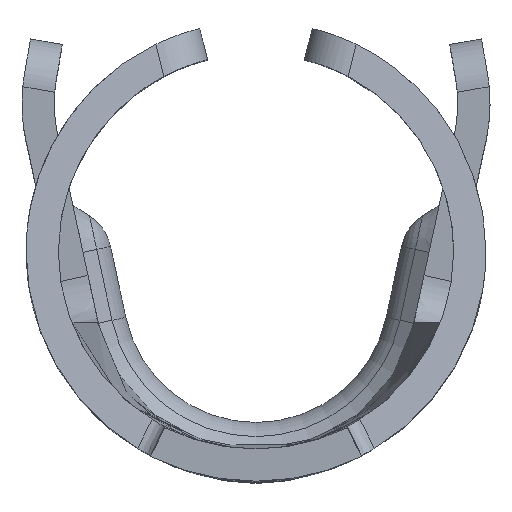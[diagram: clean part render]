
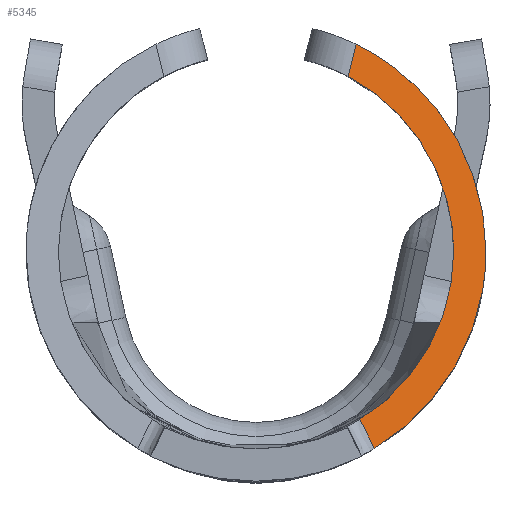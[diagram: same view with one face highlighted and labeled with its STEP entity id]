
A CAD part, top view. The second image highlights one B-rep face of the part: STEP entity #5345.
In plain terms, the highlighted planar face has unit normal (0, 0.174, 0.985).
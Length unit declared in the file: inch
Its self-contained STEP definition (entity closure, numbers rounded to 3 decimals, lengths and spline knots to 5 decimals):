
#46 = CARTESIAN_POINT ( 'NONE',  ( 0.11263, 0.10382, -0.04343 ) ) ;
#149 = EDGE_CURVE ( 'NONE', #2660, #2104, #9743, .T. ) ;
#385 = DIRECTION ( 'NONE',  ( -0.241, -0.956, 0.169 ) ) ;
#416 = CARTESIAN_POINT ( 'NONE',  ( 0.06683, -0.109, -0.00591 ) ) ;
#527 = EDGE_CURVE ( 'NONE', #4844, #9121, #709, .T. ) ;
#709 =( BOUNDED_CURVE ( )  B_SPLINE_CURVE ( 3, ( #3063, #6155, #9255, #2297 ),
 .UNSPECIFIED., .F., .T. ) 
 B_SPLINE_CURVE_WITH_KNOTS ( ( 4, 4 ),
 ( 0.5409, 1.5708 ),
 .UNSPECIFIED. ) 
 CURVE ( )  GEOMETRIC_REPRESENTATION_ITEM ( )  RATIONAL_B_SPLINE_CURVE ( ( 1., 0.914, 0.914, 1. ) ) 
 REPRESENTATION_ITEM ( '' )  );
#969 = AXIS2_PLACEMENT_3D ( 'NONE', #1051, #4156, #7270 ) ;
#1051 = CARTESIAN_POINT ( 'NONE',  ( -0.145, 0.13816, -0.04949 ) ) ;
#1169 = CARTESIAN_POINT ( 'NONE',  ( 0.1225, 0., -0.02513 ) ) ;
#1186 = CARTESIAN_POINT ( 'NONE',  ( 0.0644, -0.10421, -0.00675 ) ) ;
#1568 = CARTESIAN_POINT ( 'NONE',  ( 0.0644, -0.10421, -0.00675 ) ) ;
#1655 = CARTESIAN_POINT ( 'NONE',  ( 0.1225, 0., -0.02513 ) ) ;
#1775 = ORIENTED_EDGE ( 'NONE', *, *, #4038, .T. ) ;
#2000 = CARTESIAN_POINT ( 'NONE',  ( 0.07244, -0.12024, -0.00393 ) ) ;
#2087 =( BOUNDED_CURVE ( )  B_SPLINE_CURVE ( 3, ( #3914, #7023, #46, #3163 ),
 .UNSPECIFIED., .F., .F. ) 
 B_SPLINE_CURVE_WITH_KNOTS ( ( 4, 4 ),
 ( 1.5708, 2.69121 ),
 .UNSPECIFIED. ) 
 CURVE ( )  GEOMETRIC_REPRESENTATION_ITEM ( )  RATIONAL_B_SPLINE_CURVE ( ( 1., 0.898, 0.898, 1. ) ) 
 REPRESENTATION_ITEM ( '' )  );
#2104 = VERTEX_POINT ( 'NONE', #7747 ) ;
#2297 = CARTESIAN_POINT ( 'NONE',  ( 0.1425, 0., -0.02513 ) ) ;
#2334 = CARTESIAN_POINT ( 'NONE',  ( 0.1225, 0., -0.02513 ) ) ;
#2423 = CARTESIAN_POINT ( 'NONE',  ( 0.05701, 0.10842, -0.04424 ) ) ;
#2479 = ORIENTED_EDGE ( 'NONE', *, *, #527, .T. ) ;
#2551 = ORIENTED_EDGE ( 'NONE', *, *, #149, .T. ) ;
#2660 = VERTEX_POINT ( 'NONE', #1169 ) ;
#2766 = CARTESIAN_POINT ( 'NONE',  ( 0.07034, -0.11597, -0.00468 ) ) ;
#3037 = B_SPLINE_CURVE_WITH_KNOTS ( 'NONE', 3,
 ( #1186, #4289, #7402, #416, #3532, #6628, #9726, #2766, #5864, #8959, #2000, #5104, #8214 ),
 .UNSPECIFIED., .F., .F.,
 ( 4, 3, 3, 3, 4 ),
 ( 0., 0.00014, 0.00029, 0.00043, 0.00052 ),
 .UNSPECIFIED. ) ;
#3063 = CARTESIAN_POINT ( 'NONE',  ( 0.07337, -0.12216, -0.00359 ) ) ;
#3163 = CARTESIAN_POINT ( 'NONE',  ( 0.06203, 0.12829, -0.04775 ) ) ;
#3228 = EDGE_CURVE ( 'NONE', #2104, #4844, #3037, .T. ) ;
#3304 = CARTESIAN_POINT ( 'NONE',  ( 0.05701, 0.10842, -0.04424 ) ) ;
#3532 = CARTESIAN_POINT ( 'NONE',  ( 0.06773, -0.11077, -0.00559 ) ) ;
#3914 = CARTESIAN_POINT ( 'NONE',  ( 0.1425, 0., -0.02513 ) ) ;
#4038 = EDGE_CURVE ( 'NONE', #5888, #2660, #4881, .T. ) ;
#4156 = DIRECTION ( 'NONE',  ( 0., -0.174, -0.985 ) ) ;
#4254 = LINE ( 'NONE', #7373, #6165 ) ;
#4289 = CARTESIAN_POINT ( 'NONE',  ( 0.06521, -0.1058, -0.00647 ) ) ;
#4844 = VERTEX_POINT ( 'NONE', #8896 ) ;
#4881 =( BOUNDED_CURVE ( )  B_SPLINE_CURVE ( 3, ( #2423, #5523, #8624, #1655 ),
 .UNSPECIFIED., .F., .F. ) 
 B_SPLINE_CURVE_WITH_KNOTS ( ( 4, 4 ),
 ( 3.62569, 4.71239 ),
 .UNSPECIFIED. ) 
 CURVE ( )  GEOMETRIC_REPRESENTATION_ITEM ( )  RATIONAL_B_SPLINE_CURVE ( ( 1., 0.904, 0.904, 1. ) ) 
 REPRESENTATION_ITEM ( '' )  );
#4891 = ORIENTED_EDGE ( 'NONE', *, *, #3228, .T. ) ;
#4925 = FACE_OUTER_BOUND ( 'NONE', #7904, .T. ) ;
#5081 = CARTESIAN_POINT ( 'NONE',  ( 0.06203, 0.12829, -0.04775 ) ) ;
#5104 = CARTESIAN_POINT ( 'NONE',  ( 0.07291, -0.1212, -0.00376 ) ) ;
#5250 = ORIENTED_EDGE ( 'NONE', *, *, #8677, .T. ) ;
#5345 = ADVANCED_FACE ( 'NONE', ( #4925 ), #8037, .F. ) ;
#5435 = CARTESIAN_POINT ( 'NONE',  ( 0.1225, -0.04344, -0.01747 ) ) ;
#5523 = CARTESIAN_POINT ( 'NONE',  ( 0.09835, 0.08669, -0.04041 ) ) ;
#5864 = CARTESIAN_POINT ( 'NONE',  ( 0.07116, -0.11763, -0.00439 ) ) ;
#5888 = VERTEX_POINT ( 'NONE', #3304 ) ;
#6030 = EDGE_CURVE ( 'NONE', #8955, #5888, #4254, .T. ) ;
#6155 = CARTESIAN_POINT ( 'NONE',  ( 0.11728, -0.09579, -0.00824 ) ) ;
#6165 = VECTOR ( 'NONE', #385, 39.37008 ) ;
#6292 = CARTESIAN_POINT ( 'NONE',  ( 0.1425, 0., -0.02513 ) ) ;
#6628 = CARTESIAN_POINT ( 'NONE',  ( 0.06863, -0.11255, -0.00528 ) ) ;
#7023 = CARTESIAN_POINT ( 'NONE',  ( 0.1425, 0.05621, -0.03504 ) ) ;
#7270 = DIRECTION ( 'NONE',  ( 0., 0.985, -0.174 ) ) ;
#7373 = CARTESIAN_POINT ( 'NONE',  ( 0.0579, 0.11193, -0.04486 ) ) ;
#7402 = CARTESIAN_POINT ( 'NONE',  ( 0.06603, -0.1074, -0.00619 ) ) ;
#7747 = CARTESIAN_POINT ( 'NONE',  ( 0.0644, -0.10421, -0.00675 ) ) ;
#7904 = EDGE_LOOP ( 'NONE', ( #1775, #2551, #4891, #2479, #5250, #9219 ) ) ;
#8037 = PLANE ( 'NONE',  #969 ) ;
#8214 = CARTESIAN_POINT ( 'NONE',  ( 0.07337, -0.12216, -0.00359 ) ) ;
#8538 = CARTESIAN_POINT ( 'NONE',  ( 0.10135, -0.08138, -0.01078 ) ) ;
#8624 = CARTESIAN_POINT ( 'NONE',  ( 0.1225, 0.04671, -0.03336 ) ) ;
#8677 = EDGE_CURVE ( 'NONE', #9121, #8955, #2087, .T. ) ;
#8896 = CARTESIAN_POINT ( 'NONE',  ( 0.07337, -0.12216, -0.00359 ) ) ;
#8955 = VERTEX_POINT ( 'NONE', #5081 ) ;
#8959 = CARTESIAN_POINT ( 'NONE',  ( 0.07197, -0.11928, -0.00409 ) ) ;
#9121 = VERTEX_POINT ( 'NONE', #6292 ) ;
#9219 = ORIENTED_EDGE ( 'NONE', *, *, #6030, .T. ) ;
#9255 = CARTESIAN_POINT ( 'NONE',  ( 0.1425, -0.05121, -0.0161 ) ) ;
#9726 = CARTESIAN_POINT ( 'NONE',  ( 0.06952, -0.11433, -0.00497 ) ) ;
#9743 =( BOUNDED_CURVE ( )  B_SPLINE_CURVE ( 3, ( #2334, #5435, #8538, #1568 ),
 .UNSPECIFIED., .F., .F. ) 
 B_SPLINE_CURVE_WITH_KNOTS ( ( 4, 4 ),
 ( 4.71239, 5.72968 ),
 .UNSPECIFIED. ) 
 CURVE ( )  GEOMETRIC_REPRESENTATION_ITEM ( )  RATIONAL_B_SPLINE_CURVE ( ( 1., 0.916, 0.916, 1. ) ) 
 REPRESENTATION_ITEM ( '' )  );
